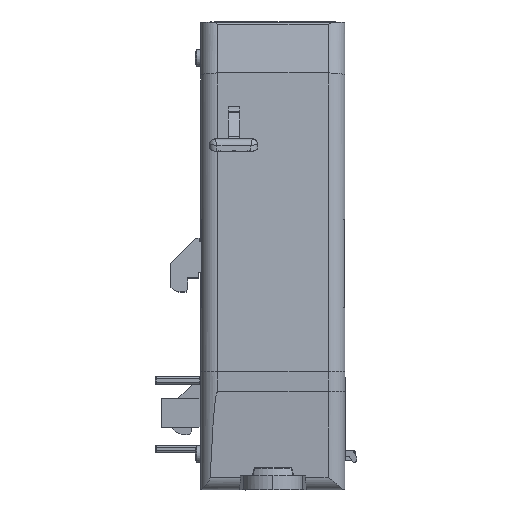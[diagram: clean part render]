
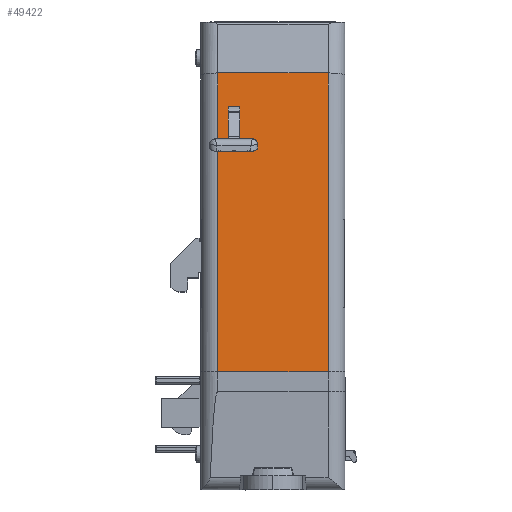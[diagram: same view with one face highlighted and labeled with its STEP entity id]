
A CAD part, front view. The second image highlights one B-rep face of the part: STEP entity #49422.
In plain terms, the highlighted planar face has unit normal (0, -0.999, 0.044).
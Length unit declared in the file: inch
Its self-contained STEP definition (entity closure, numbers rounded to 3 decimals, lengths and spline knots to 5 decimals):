
#2349 = CARTESIAN_POINT ( 'NONE',  ( -0.24746, -1.73772, -0.26054 ) ) ;
#13442 = DIRECTION ( 'NONE',  ( 0., 0.044, 0.999 ) ) ;
#13529 = VERTEX_POINT ( 'NONE', #184263 ) ;
#20361 = CARTESIAN_POINT ( 'NONE',  ( -0.09629, -1.75976, -0.76539 ) ) ;
#25594 = EDGE_CURVE ( 'NONE', #165250, #67459, #154140, .T. ) ;
#30207 = PLANE ( 'NONE',  #179448 ) ;
#30954 = CARTESIAN_POINT ( 'NONE',  ( 0.63541, -1.92586, -4.56957 ) ) ;
#32786 = CARTESIAN_POINT ( 'NONE',  ( -0.17505, -1.75976, -0.76539 ) ) ;
#35308 = EDGE_LOOP ( 'NONE', ( #93680, #59533, #104970, #137342 ) ) ;
#36875 = DIRECTION ( 'NONE',  ( -1., 0., 0. ) ) ;
#45176 = CARTESIAN_POINT ( 'NONE',  ( -0.24746, -1.82827, -2.33452 ) ) ;
#46975 = CARTESIAN_POINT ( 'NONE',  ( -0.17505, -1.92586, -4.56957 ) ) ;
#48537 = CARTESIAN_POINT ( 'NONE',  ( 0.51828, -1.82827, -2.33452 ) ) ;
#49422 = ADVANCED_FACE ( 'NONE', ( #166681, #204970 ), #30207, .T. ) ;
#56176 = VERTEX_POINT ( 'NONE', #20361 ) ;
#57796 = LINE ( 'NONE', #214563, #93270 ) ;
#59533 = ORIENTED_EDGE ( 'NONE', *, *, #81654, .T. ) ;
#60521 = EDGE_CURVE ( 'NONE', #13529, #56176, #60596, .T. ) ;
#60596 = LINE ( 'NONE', #80112, #208402 ) ;
#61015 = CARTESIAN_POINT ( 'NONE',  ( -0.24746, -1.82827, -2.33452 ) ) ;
#62156 = CARTESIAN_POINT ( 'NONE',  ( 0.51828, -1.92586, -4.56957 ) ) ;
#62331 = ORIENTED_EDGE ( 'NONE', *, *, #204275, .T. ) ;
#67459 = VERTEX_POINT ( 'NONE', #61015 ) ;
#80112 = CARTESIAN_POINT ( 'NONE',  ( -0.09629, -1.92586, -4.56957 ) ) ;
#81654 = EDGE_CURVE ( 'NONE', #165250, #123830, #217284, .T. ) ;
#85393 = EDGE_CURVE ( 'NONE', #182662, #67459, #214476, .T. ) ;
#85736 = VECTOR ( 'NONE', #167562, 39.37008 ) ;
#86410 = VECTOR ( 'NONE', #13442, 39.37008 ) ;
#88416 = VECTOR ( 'NONE', #144570, 39.37008 ) ;
#93270 = VECTOR ( 'NONE', #93523, 39.37008 ) ;
#93523 = DIRECTION ( 'NONE',  ( 1., 0., 0. ) ) ;
#93680 = ORIENTED_EDGE ( 'NONE', *, *, #25594, .F. ) ;
#97329 = DIRECTION ( 'NONE',  ( 0., -0.044, -0.999 ) ) ;
#104970 = ORIENTED_EDGE ( 'NONE', *, *, #118600, .T. ) ;
#108291 = DIRECTION ( 'NONE',  ( -1., 0., 0. ) ) ;
#108662 = CARTESIAN_POINT ( 'NONE',  ( 0.51828, -1.73772, -0.26054 ) ) ;
#117247 = DIRECTION ( 'NONE',  ( 0., -0.999, 0.044 ) ) ;
#118600 = EDGE_CURVE ( 'NONE', #123830, #182662, #164474, .T. ) ;
#123830 = VERTEX_POINT ( 'NONE', #108662 ) ;
#124495 = ORIENTED_EDGE ( 'NONE', *, *, #60521, .T. ) ;
#137342 = ORIENTED_EDGE ( 'NONE', *, *, #85393, .T. ) ;
#144570 = DIRECTION ( 'NONE',  ( -1., 0., 0. ) ) ;
#147618 = CARTESIAN_POINT ( 'NONE',  ( -0.17505, -1.74776, -0.49051 ) ) ;
#149458 = LINE ( 'NONE', #46975, #86410 ) ;
#154140 = LINE ( 'NONE', #194400, #88416 ) ;
#164474 = LINE ( 'NONE', #176822, #208487 ) ;
#165250 = VERTEX_POINT ( 'NONE', #48537 ) ;
#166681 = FACE_OUTER_BOUND ( 'NONE', #35308, .T. ) ;
#167562 = DIRECTION ( 'NONE',  ( 0., -0.044, -0.999 ) ) ;
#168033 = VECTOR ( 'NONE', #186072, 39.37008 ) ;
#171623 = LINE ( 'NONE', #213200, #210102 ) ;
#176822 = CARTESIAN_POINT ( 'NONE',  ( 0.63541, -1.73772, -0.26054 ) ) ;
#179448 = AXIS2_PLACEMENT_3D ( 'NONE', #30954, #117247, #97329 ) ;
#182436 = ORIENTED_EDGE ( 'NONE', *, *, #203867, .F. ) ;
#182662 = VERTEX_POINT ( 'NONE', #2349 ) ;
#184263 = CARTESIAN_POINT ( 'NONE',  ( -0.09629, -1.74776, -0.49051 ) ) ;
#186072 = DIRECTION ( 'NONE',  ( 0., 0.044, 0.999 ) ) ;
#188290 = VERTEX_POINT ( 'NONE', #147618 ) ;
#191929 = VERTEX_POINT ( 'NONE', #32786 ) ;
#194400 = CARTESIAN_POINT ( 'NONE',  ( 0.63541, -1.82827, -2.33452 ) ) ;
#199545 = EDGE_LOOP ( 'NONE', ( #182436, #124495, #216283, #62331 ) ) ;
#202211 = EDGE_CURVE ( 'NONE', #191929, #56176, #57796, .T. ) ;
#202531 = DIRECTION ( 'NONE',  ( 0., -0.044, -0.999 ) ) ;
#203867 = EDGE_CURVE ( 'NONE', #13529, #188290, #171623, .T. ) ;
#204275 = EDGE_CURVE ( 'NONE', #191929, #188290, #149458, .T. ) ;
#204970 = FACE_BOUND ( 'NONE', #199545, .T. ) ;
#208402 = VECTOR ( 'NONE', #202531, 39.37008 ) ;
#208487 = VECTOR ( 'NONE', #36875, 39.37008 ) ;
#210102 = VECTOR ( 'NONE', #108291, 39.37008 ) ;
#213200 = CARTESIAN_POINT ( 'NONE',  ( -0.13567, -1.74776, -0.49051 ) ) ;
#214476 = LINE ( 'NONE', #45176, #85736 ) ;
#214563 = CARTESIAN_POINT ( 'NONE',  ( 0.63541, -1.75976, -0.76539 ) ) ;
#216283 = ORIENTED_EDGE ( 'NONE', *, *, #202211, .F. ) ;
#217284 = LINE ( 'NONE', #62156, #168033 ) ;
